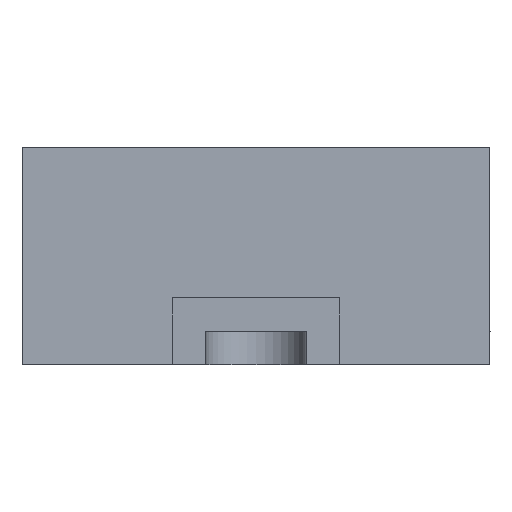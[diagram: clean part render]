
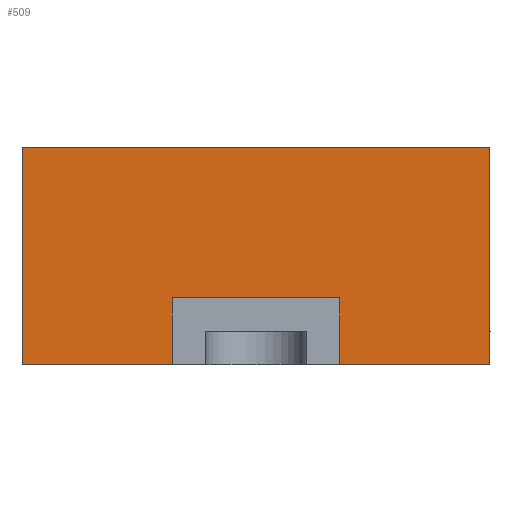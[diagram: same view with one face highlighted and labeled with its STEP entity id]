
A CAD part, left-side view. The second image highlights one B-rep face of the part: STEP entity #509.
In plain terms, the highlighted planar face has unit normal (-1, 0, 0).
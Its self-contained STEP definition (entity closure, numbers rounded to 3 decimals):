
#114 = VERTEX_POINT('',#115);
#115 = CARTESIAN_POINT('',(-2.,0.7,0.65));
#121 = EDGE_CURVE('',#122,#114,#124,.T.);
#122 = VERTEX_POINT('',#123);
#123 = CARTESIAN_POINT('',(-2.,-0.7,0.65));
#124 = LINE('',#125,#126);
#125 = CARTESIAN_POINT('',(-2.,0.,0.65));
#126 = VECTOR('',#127,1.);
#127 = DIRECTION('',(0.,1.,0.));
#254 = EDGE_CURVE('',#255,#122,#257,.T.);
#255 = VERTEX_POINT('',#256);
#256 = CARTESIAN_POINT('',(-2.,-0.7,0.));
#257 = LINE('',#258,#259);
#258 = CARTESIAN_POINT('',(-2.,-0.7,0.325));
#259 = VECTOR('',#260,1.);
#260 = DIRECTION('',(0.,0.,1.));
#412 = VERTEX_POINT('',#413);
#413 = CARTESIAN_POINT('',(-2.,0.7,0.));
#419 = EDGE_CURVE('',#114,#412,#420,.T.);
#420 = LINE('',#421,#422);
#421 = CARTESIAN_POINT('',(-2.,0.7,0.325));
#422 = VECTOR('',#423,1.);
#423 = DIRECTION('',(0.,0.,-1.));
#509 = ADVANCED_FACE('',(#510),#553,.F.);
#510 = FACE_BOUND('',#511,.T.);
#511 = EDGE_LOOP('',(#512,#522,#528,#529,#530,#531,#539,#547));
#512 = ORIENTED_EDGE('',*,*,#513,.F.);
#513 = EDGE_CURVE('',#514,#516,#518,.T.);
#514 = VERTEX_POINT('',#515);
#515 = CARTESIAN_POINT('',(-2.,-0.25,0.));
#516 = VERTEX_POINT('',#517);
#517 = CARTESIAN_POINT('',(-2.,-0.25,0.2));
#518 = LINE('',#519,#520);
#519 = CARTESIAN_POINT('',(-2.,-0.25,0.1));
#520 = VECTOR('',#521,1.);
#521 = DIRECTION('',(0.,0.,1.));
#522 = ORIENTED_EDGE('',*,*,#523,.F.);
#523 = EDGE_CURVE('',#255,#514,#524,.T.);
#524 = LINE('',#525,#526);
#525 = CARTESIAN_POINT('',(-2.,0.,0.));
#526 = VECTOR('',#527,1.);
#527 = DIRECTION('',(0.,1.,0.));
#528 = ORIENTED_EDGE('',*,*,#254,.T.);
#529 = ORIENTED_EDGE('',*,*,#121,.T.);
#530 = ORIENTED_EDGE('',*,*,#419,.T.);
#531 = ORIENTED_EDGE('',*,*,#532,.F.);
#532 = EDGE_CURVE('',#533,#412,#535,.T.);
#533 = VERTEX_POINT('',#534);
#534 = CARTESIAN_POINT('',(-2.,0.25,0.));
#535 = LINE('',#536,#537);
#536 = CARTESIAN_POINT('',(-2.,0.,0.));
#537 = VECTOR('',#538,1.);
#538 = DIRECTION('',(0.,1.,0.));
#539 = ORIENTED_EDGE('',*,*,#540,.F.);
#540 = EDGE_CURVE('',#541,#533,#543,.T.);
#541 = VERTEX_POINT('',#542);
#542 = CARTESIAN_POINT('',(-2.,0.25,0.2));
#543 = LINE('',#544,#545);
#544 = CARTESIAN_POINT('',(-2.,0.25,0.1));
#545 = VECTOR('',#546,1.);
#546 = DIRECTION('',(0.,0.,-1.));
#547 = ORIENTED_EDGE('',*,*,#548,.F.);
#548 = EDGE_CURVE('',#516,#541,#549,.T.);
#549 = LINE('',#550,#551);
#550 = CARTESIAN_POINT('',(-2.,0.,0.2));
#551 = VECTOR('',#552,1.);
#552 = DIRECTION('',(0.,1.,0.));
#553 = PLANE('',#554);
#554 = AXIS2_PLACEMENT_3D('',#555,#556,#557);
#555 = CARTESIAN_POINT('',(-2.,-0.7,0.65));
#556 = DIRECTION('',(1.,0.,0.));
#557 = DIRECTION('',(0.,0.,-1.));
